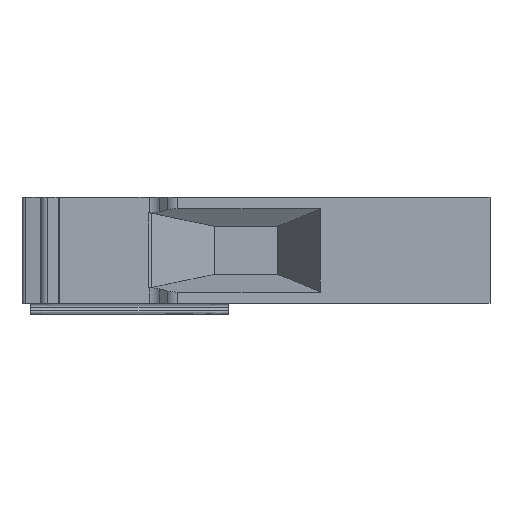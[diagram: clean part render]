
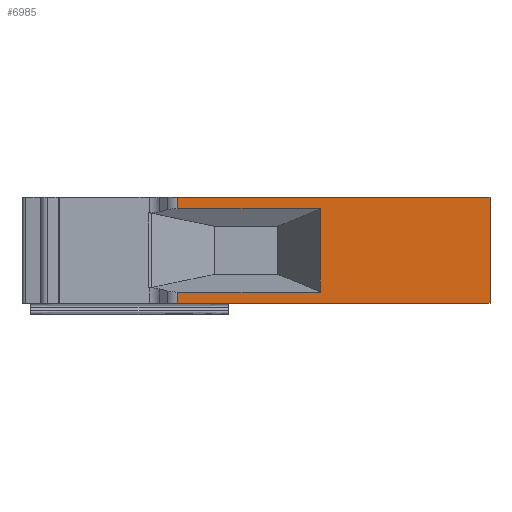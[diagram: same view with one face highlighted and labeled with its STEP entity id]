
A CAD part, left-side view. The second image highlights one B-rep face of the part: STEP entity #6985.
In plain terms, the highlighted planar face has unit normal (-1, 0, 0).
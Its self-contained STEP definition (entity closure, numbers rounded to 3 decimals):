
#207=DIRECTION('',(0.,-1.,0.));
#208=VECTOR('',#207,22.086);
#209=CARTESIAN_POINT('',(35.677,43.086,0.));
#210=LINE('',#209,#208);
#341=DIRECTION('',(0.,-1.,0.));
#342=VECTOR('',#341,22.086);
#343=CARTESIAN_POINT('',(35.677,43.086,7.5));
#344=LINE('',#343,#342);
#2713=DIRECTION('',(0.,0.,-1.));
#2714=VECTOR('',#2713,5.9);
#2715=CARTESIAN_POINT('',(35.677,33.,6.7));
#2716=LINE('',#2715,#2714);
#2727=DIRECTION('',(0.,-1.,0.));
#2728=VECTOR('',#2727,10.086);
#2729=CARTESIAN_POINT('',(35.677,43.086,6.7));
#2730=LINE('',#2729,#2728);
#2734=DIRECTION('',(0.,0.,1.));
#2735=VECTOR('',#2734,0.8);
#2736=CARTESIAN_POINT('',(35.677,43.086,6.7));
#2737=LINE('',#2736,#2735);
#2741=DIRECTION('',(0.,0.,1.));
#2742=VECTOR('',#2741,0.8);
#2743=CARTESIAN_POINT('',(35.677,43.086,0.));
#2744=LINE('',#2743,#2742);
#2748=DIRECTION('',(0.,-1.,0.));
#2749=VECTOR('',#2748,10.086);
#2750=CARTESIAN_POINT('',(35.677,43.086,0.8));
#2751=LINE('',#2750,#2749);
#2760=CARTESIAN_POINT('',(35.677,43.086,6.7));
#2777=CARTESIAN_POINT('',(35.677,43.086,0.8));
#2831=DIRECTION('',(0.,0.,1.));
#2832=VECTOR('',#2831,7.5);
#2833=CARTESIAN_POINT('',(35.677,21.,0.));
#2834=LINE('',#2833,#2832);
#3423=CARTESIAN_POINT('',(35.677,43.086,0.));
#3424=VERTEX_POINT('',#3423);
#3425=CARTESIAN_POINT('',(35.677,21.,0.));
#3426=VERTEX_POINT('',#3425);
#3471=CARTESIAN_POINT('',(35.677,43.086,7.5));
#3472=VERTEX_POINT('',#3471);
#3473=CARTESIAN_POINT('',(35.677,21.,7.5));
#3474=VERTEX_POINT('',#3473);
#3719=VERTEX_POINT('',#2760);
#3720=VERTEX_POINT('',#2777);
#3721=CARTESIAN_POINT('',(35.677,33.,6.7));
#3722=VERTEX_POINT('',#3721);
#3723=CARTESIAN_POINT('',(35.677,33.,0.8));
#3724=VERTEX_POINT('',#3723);
#6967=CARTESIAN_POINT('',(35.677,43.086,0.));
#6968=DIRECTION('',(-1.,0.,0.));
#6969=DIRECTION('',(0.,-1.,0.));
#6970=AXIS2_PLACEMENT_3D('',#6967,#6968,#6969);
#6971=PLANE('',#6970);
#6972=ORIENTED_EDGE('',*,*,#6891,.F.);
#6974=ORIENTED_EDGE('',*,*,#6973,.T.);
#6975=ORIENTED_EDGE('',*,*,#4006,.T.);
#6977=ORIENTED_EDGE('',*,*,#6976,.F.);
#6978=ORIENTED_EDGE('',*,*,#3914,.F.);
#6980=ORIENTED_EDGE('',*,*,#6979,.T.);
#6981=ORIENTED_EDGE('',*,*,#6769,.T.);
#6982=ORIENTED_EDGE('',*,*,#6954,.F.);
#6983=EDGE_LOOP('',(#6972,#6974,#6975,#6977,#6978,#6980,#6981,#6982));
#6984=FACE_OUTER_BOUND('',#6983,.F.);
#6985=ADVANCED_FACE('',(#6984),#6971,.T.);
#3914=EDGE_CURVE('',#3424,#3426,#210,.T.);
#4006=EDGE_CURVE('',#3472,#3474,#344,.T.);
#6769=EDGE_CURVE('',#3720,#3724,#2751,.T.);
#6891=EDGE_CURVE('',#3719,#3722,#2730,.T.);
#6954=EDGE_CURVE('',#3722,#3724,#2716,.T.);
#6973=EDGE_CURVE('',#3719,#3472,#2737,.T.);
#6976=EDGE_CURVE('',#3426,#3474,#2834,.T.);
#6979=EDGE_CURVE('',#3424,#3720,#2744,.T.);
